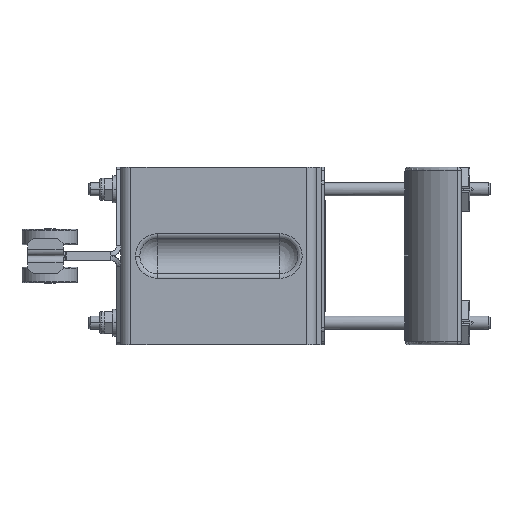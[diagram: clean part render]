
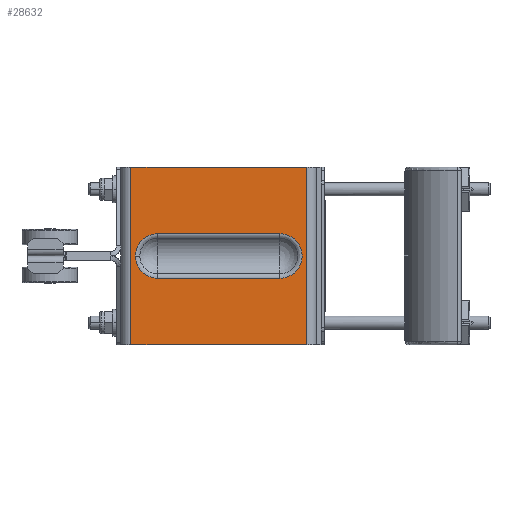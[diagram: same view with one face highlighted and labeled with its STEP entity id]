
A CAD part, left-side view. The second image highlights one B-rep face of the part: STEP entity #28632.
In plain terms, the highlighted planar face has unit normal (-1, 0, 0).
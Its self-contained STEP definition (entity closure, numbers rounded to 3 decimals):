
#28 = ORIENTED_EDGE ( 'NONE', *, *, #10494, .T. ) ;
#75 = VECTOR ( 'NONE', #40138, 1000. ) ;
#1410 = CARTESIAN_POINT ( 'NONE',  ( -25., -46.502, 40. ) ) ;
#3022 = VECTOR ( 'NONE', #8765, 1000. ) ;
#3199 = CIRCLE ( 'NONE', #28420, 10. ) ;
#4294 = CARTESIAN_POINT ( 'NONE',  ( -25., -156.002, -10. ) ) ;
#4614 = CARTESIAN_POINT ( 'NONE',  ( -25., -125.502, 40. ) ) ;
#5109 = EDGE_LOOP ( 'NONE', ( #28, #47484, #22445, #48360 ) ) ;
#5130 = LINE ( 'NONE', #1410, #28186 ) ;
#5655 = VERTEX_POINT ( 'NONE', #4614 ) ;
#6189 = VECTOR ( 'NONE', #34921, 1000. ) ;
#6657 = DIRECTION ( 'NONE',  ( 0., 0., -1. ) ) ;
#8012 = CARTESIAN_POINT ( 'NONE',  ( -25., -46.502, -40. ) ) ;
#8272 = FACE_BOUND ( 'NONE', #34374, .T. ) ;
#8765 = DIRECTION ( 'NONE',  ( 0., 1., 0. ) ) ;
#10494 = EDGE_CURVE ( 'NONE', #5655, #23756, #26222, .T. ) ;
#10525 = EDGE_CURVE ( 'NONE', #34774, #23900, #31898, .T. ) ;
#10718 = LINE ( 'NONE', #36647, #75 ) ;
#11179 = DIRECTION ( 'NONE',  ( 0., 1., 0. ) ) ;
#12446 = VERTEX_POINT ( 'NONE', #25570 ) ;
#12798 = CARTESIAN_POINT ( 'NONE',  ( -25., -58.502, -10. ) ) ;
#13245 = DIRECTION ( 'NONE',  ( 0., 0., -1. ) ) ;
#13381 = DIRECTION ( 'NONE',  ( -1., 0., 0. ) ) ;
#13593 = VERTEX_POINT ( 'NONE', #12798 ) ;
#14418 = LINE ( 'NONE', #4294, #46986 ) ;
#16008 = EDGE_CURVE ( 'NONE', #13593, #42350, #14418, .T. ) ;
#17681 = CARTESIAN_POINT ( 'NONE',  ( -25., -113.502, 10. ) ) ;
#18161 = CARTESIAN_POINT ( 'NONE',  ( -25., -58.502, 10. ) ) ;
#18455 = DIRECTION ( 'NONE',  ( 0., 1., 0. ) ) ;
#18505 = ORIENTED_EDGE ( 'NONE', *, *, #23544, .F. ) ;
#21415 = AXIS2_PLACEMENT_3D ( 'NONE', #37230, #22347, #18455 ) ;
#22185 = CIRCLE ( 'NONE', #21415, 10. ) ;
#22347 = DIRECTION ( 'NONE',  ( -1., 0., 0. ) ) ;
#22445 = ORIENTED_EDGE ( 'NONE', *, *, #48372, .T. ) ;
#22938 = CARTESIAN_POINT ( 'NONE',  ( -25., -113.502, 0. ) ) ;
#23540 = CARTESIAN_POINT ( 'NONE',  ( -25., -48.503, 0. ) ) ;
#23544 = EDGE_CURVE ( 'NONE', #43594, #13593, #22185, .T. ) ;
#23756 = VERTEX_POINT ( 'NONE', #26796 ) ;
#23900 = VERTEX_POINT ( 'NONE', #18161 ) ;
#25016 = EDGE_CURVE ( 'NONE', #5655, #12446, #36309, .T. ) ;
#25570 = CARTESIAN_POINT ( 'NONE',  ( -25., -125.502, -40. ) ) ;
#26222 = LINE ( 'NONE', #41356, #3022 ) ;
#26796 = CARTESIAN_POINT ( 'NONE',  ( -25., -46.502, 40. ) ) ;
#27701 = DIRECTION ( 'NONE',  ( 1., 0., 0. ) ) ;
#28132 = ORIENTED_EDGE ( 'NONE', *, *, #10525, .F. ) ;
#28185 = CARTESIAN_POINT ( 'NONE',  ( -25., -156.002, 10. ) ) ;
#28186 = VECTOR ( 'NONE', #13245, 1000. ) ;
#28420 = AXIS2_PLACEMENT_3D ( 'NONE', #22938, #38080, #11179 ) ;
#28632 = ADVANCED_FACE ( 'NONE', ( #42124, #8272 ), #46061, .F. ) ;
#28865 = CARTESIAN_POINT ( 'NONE',  ( -25., -113.502, -10. ) ) ;
#31116 = ORIENTED_EDGE ( 'NONE', *, *, #48615, .F. ) ;
#31898 = LINE ( 'NONE', #28185, #6189 ) ;
#32084 = AXIS2_PLACEMENT_3D ( 'NONE', #34938, #27701, #35416 ) ;
#34374 = EDGE_LOOP ( 'NONE', ( #31116, #47819, #18505, #35171, #28132 ) ) ;
#34774 = VERTEX_POINT ( 'NONE', #17681 ) ;
#34921 = DIRECTION ( 'NONE',  ( 0., 1., 0. ) ) ;
#34938 = CARTESIAN_POINT ( 'NONE',  ( -25., -6.002, 40. ) ) ;
#35171 = ORIENTED_EDGE ( 'NONE', *, *, #44918, .F. ) ;
#35416 = DIRECTION ( 'NONE',  ( 0., 0., 1. ) ) ;
#36309 = LINE ( 'NONE', #47214, #47455 ) ;
#36647 = CARTESIAN_POINT ( 'NONE',  ( -25., -6.002, -40. ) ) ;
#37230 = CARTESIAN_POINT ( 'NONE',  ( -25., -58.502, 0. ) ) ;
#37330 = CIRCLE ( 'NONE', #40507, 10. ) ;
#38080 = DIRECTION ( 'NONE',  ( -1., 0., 0. ) ) ;
#39231 = VERTEX_POINT ( 'NONE', #8012 ) ;
#40138 = DIRECTION ( 'NONE',  ( 0., -1., 0. ) ) ;
#40507 = AXIS2_PLACEMENT_3D ( 'NONE', #47233, #13381, #46737 ) ;
#40662 = EDGE_CURVE ( 'NONE', #23756, #39231, #5130, .T. ) ;
#41356 = CARTESIAN_POINT ( 'NONE',  ( -25., -6.002, 40. ) ) ;
#41842 = DIRECTION ( 'NONE',  ( 0., -1., 0. ) ) ;
#42124 = FACE_OUTER_BOUND ( 'NONE', #5109, .T. ) ;
#42350 = VERTEX_POINT ( 'NONE', #28865 ) ;
#43594 = VERTEX_POINT ( 'NONE', #23540 ) ;
#44918 = EDGE_CURVE ( 'NONE', #23900, #43594, #37330, .T. ) ;
#46061 = PLANE ( 'NONE',  #32084 ) ;
#46737 = DIRECTION ( 'NONE',  ( 0., 1., 0. ) ) ;
#46986 = VECTOR ( 'NONE', #41842, 1000. ) ;
#47214 = CARTESIAN_POINT ( 'NONE',  ( -25., -125.502, 40. ) ) ;
#47233 = CARTESIAN_POINT ( 'NONE',  ( -25., -58.502, 0. ) ) ;
#47455 = VECTOR ( 'NONE', #6657, 1000. ) ;
#47484 = ORIENTED_EDGE ( 'NONE', *, *, #40662, .T. ) ;
#47819 = ORIENTED_EDGE ( 'NONE', *, *, #16008, .F. ) ;
#48360 = ORIENTED_EDGE ( 'NONE', *, *, #25016, .F. ) ;
#48372 = EDGE_CURVE ( 'NONE', #39231, #12446, #10718, .T. ) ;
#48615 = EDGE_CURVE ( 'NONE', #42350, #34774, #3199, .T. ) ;
